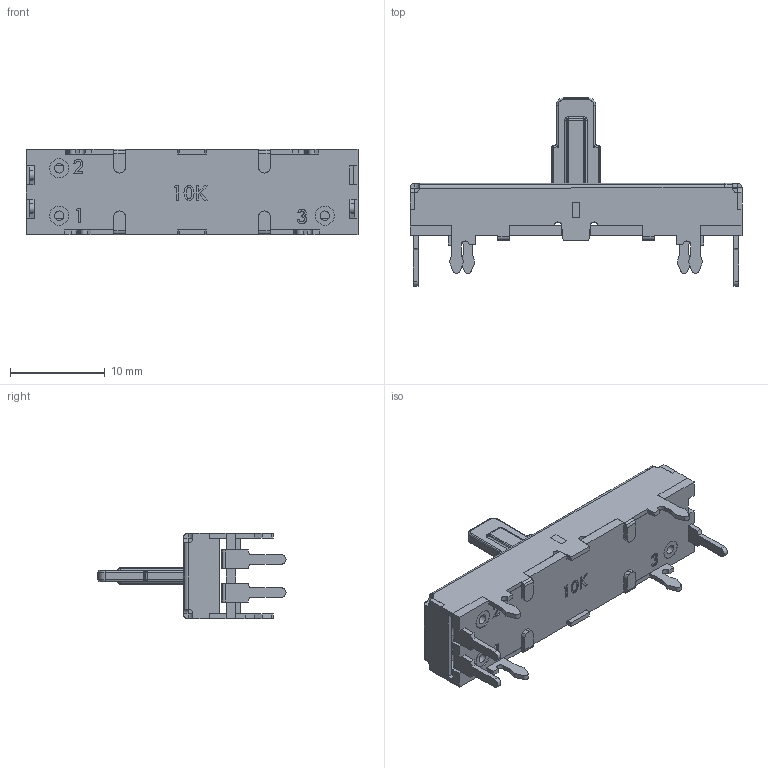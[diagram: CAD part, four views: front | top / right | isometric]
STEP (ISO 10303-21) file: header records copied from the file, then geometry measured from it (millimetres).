
FILE_DESCRIPTION (( 'STEP AP214' ), '1' );
FILE_NAME ('Slide potentiometers.STEP', '2021-03-28T21:11:42', ( '' ), ( '' ), 'SwSTEP 2.0', 'SolidWorks 2019', '' );
FILE_SCHEMA (( 'AUTOMOTIVE_DESIGN' ));
Length unit declared in the file: inch
Products named in the file (1): Slide potentiometers
Bounding box: 35 x 19.82 x 9 mm (x, y, z)
Volume: 1094.3 mm3; surface area: 3077.3 mm2
Topology: 7 solids, 7 shells, 550 faces, 1476 edges, 948 vertices
Faces by surface type: plane 303, cylinder 167, bspline 52, sphere 16, torus 12
Entity records: 18336 total; most frequent: CARTESIAN_POINT 4402, ORIENTED_EDGE 2944, DIRECTION 2679, EDGE_CURVE 1472, VECTOR 997, LINE 997, VERTEX_POINT 948, AXIS2_PLACEMENT_3D 841
